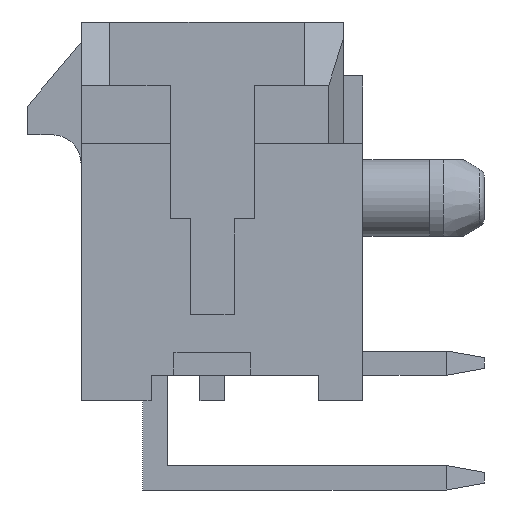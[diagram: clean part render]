
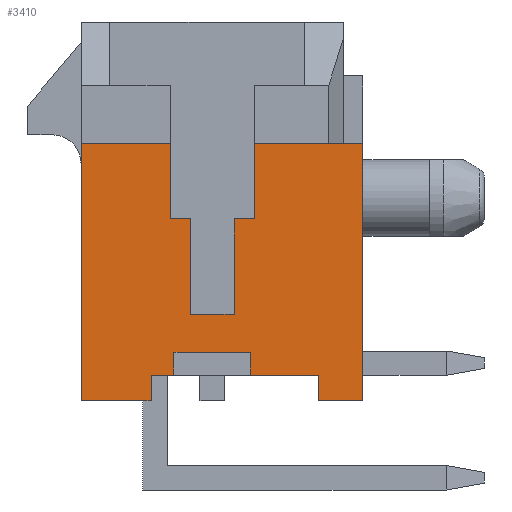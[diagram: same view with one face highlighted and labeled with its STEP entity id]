
A CAD part, left-side view. The second image highlights one B-rep face of the part: STEP entity #3410.
In plain terms, the highlighted planar face has unit normal (-1, 0, 0).
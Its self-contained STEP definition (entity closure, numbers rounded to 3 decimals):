
#231=FACE_OUTER_BOUND('',#417,.T.);
#417=EDGE_LOOP('',(#2980,#2981,#2982,#2983,#2984,#2985,#2986,#2987,#2988,
#2989,#2990,#2991,#2992,#2993,#2994,#2995,#2996,#2997,#2998,#2999));
#523=LINE('',#4696,#975);
#527=LINE('',#4705,#979);
#530=LINE('',#4712,#982);
#676=LINE('',#5061,#1128);
#678=LINE('',#5067,#1130);
#684=LINE('',#5076,#1136);
#713=LINE('',#5139,#1165);
#717=LINE('',#5147,#1169);
#778=LINE('',#5266,#1230);
#785=LINE('',#5281,#1237);
#790=LINE('',#5290,#1242);
#794=LINE('',#5299,#1246);
#797=LINE('',#5305,#1249);
#799=LINE('',#5310,#1251);
#802=LINE('',#5315,#1254);
#803=LINE('',#5316,#1255);
#819=LINE('',#5348,#1271);
#857=LINE('',#5424,#1309);
#867=LINE('',#5443,#1319);
#868=LINE('',#5445,#1320);
#975=VECTOR('',#3819,0.525);
#979=VECTOR('',#3825,0.525);
#982=VECTOR('',#3830,1.98);
#1128=VECTOR('',#4130,2.33);
#1130=VECTOR('',#4134,2.84);
#1136=VECTOR('',#4142,1.98);
#1165=VECTOR('',#4187,10.);
#1169=VECTOR('',#4193,1.16);
#1230=VECTOR('',#4304,6.74);
#1237=VECTOR('',#4319,1.83);
#1242=VECTOR('',#4326,0.67);
#1246=VECTOR('',#4332,0.6);
#1249=VECTOR('',#4337,2.);
#1251=VECTOR('',#4341,0.6);
#1254=VECTOR('',#4348,1.78);
#1255=VECTOR('',#4349,0.6);
#1271=VECTOR('',#4383,2.5);
#1309=VECTOR('',#4447,1.15);
#1319=VECTOR('',#4467,2.5);
#1320=VECTOR('',#4470,6.74);
#1388=VERTEX_POINT('',#4689);
#1391=VERTEX_POINT('',#4694);
#1392=VERTEX_POINT('',#4698);
#1395=VERTEX_POINT('',#4703);
#1398=VERTEX_POINT('',#4710);
#1512=VERTEX_POINT('',#5059);
#1513=VERTEX_POINT('',#5063);
#1515=VERTEX_POINT('',#5066);
#1542=VERTEX_POINT('',#5135);
#1543=VERTEX_POINT('',#5137);
#1546=VERTEX_POINT('',#5145);
#1582=VERTEX_POINT('',#5278);
#1583=VERTEX_POINT('',#5280);
#1586=VERTEX_POINT('',#5288);
#1587=VERTEX_POINT('',#5292);
#1590=VERTEX_POINT('',#5297);
#1592=VERTEX_POINT('',#5303);
#1594=VERTEX_POINT('',#5308);
#1601=VERTEX_POINT('',#5347);
#1626=VERTEX_POINT('',#5423);
#1732=EDGE_CURVE('',#1388,#1391,#523,.T.);
#1736=EDGE_CURVE('',#1392,#1395,#527,.T.);
#1739=EDGE_CURVE('',#1398,#1395,#530,.T.);
#1909=EDGE_CURVE('',#1512,#1398,#676,.T.);
#1911=EDGE_CURVE('',#1513,#1515,#678,.T.);
#1917=EDGE_CURVE('',#1513,#1388,#684,.T.);
#1946=EDGE_CURVE('',#1543,#1542,#713,.T.);
#1950=EDGE_CURVE('',#1543,#1546,#717,.T.);
#2011=EDGE_CURVE('',#1546,#1515,#778,.T.);
#2018=EDGE_CURVE('',#1583,#1582,#785,.T.);
#2023=EDGE_CURVE('',#1582,#1586,#790,.T.);
#2027=EDGE_CURVE('',#1587,#1590,#794,.T.);
#2030=EDGE_CURVE('',#1590,#1592,#797,.T.);
#2032=EDGE_CURVE('',#1592,#1594,#799,.T.);
#2035=EDGE_CURVE('',#1542,#1594,#802,.T.);
#2036=EDGE_CURVE('',#1587,#1586,#803,.T.);
#2052=EDGE_CURVE('',#1601,#1392,#819,.T.);
#2090=EDGE_CURVE('',#1626,#1601,#857,.T.);
#2100=EDGE_CURVE('',#1391,#1626,#867,.T.);
#2101=EDGE_CURVE('',#1583,#1512,#868,.T.);
#2980=ORIENTED_EDGE('',*,*,#2101,.F.);
#2981=ORIENTED_EDGE('',*,*,#2018,.T.);
#2982=ORIENTED_EDGE('',*,*,#2023,.T.);
#2983=ORIENTED_EDGE('',*,*,#2036,.F.);
#2984=ORIENTED_EDGE('',*,*,#2027,.T.);
#2985=ORIENTED_EDGE('',*,*,#2030,.T.);
#2986=ORIENTED_EDGE('',*,*,#2032,.T.);
#2987=ORIENTED_EDGE('',*,*,#2035,.F.);
#2988=ORIENTED_EDGE('',*,*,#1946,.F.);
#2989=ORIENTED_EDGE('',*,*,#1950,.T.);
#2990=ORIENTED_EDGE('',*,*,#2011,.T.);
#2991=ORIENTED_EDGE('',*,*,#1911,.F.);
#2992=ORIENTED_EDGE('',*,*,#1917,.T.);
#2993=ORIENTED_EDGE('',*,*,#1732,.T.);
#2994=ORIENTED_EDGE('',*,*,#2100,.T.);
#2995=ORIENTED_EDGE('',*,*,#2090,.T.);
#2996=ORIENTED_EDGE('',*,*,#2052,.T.);
#2997=ORIENTED_EDGE('',*,*,#1736,.T.);
#2998=ORIENTED_EDGE('',*,*,#1739,.F.);
#2999=ORIENTED_EDGE('',*,*,#1909,.F.);
#3228=PLANE('',#3628);
#3410=ADVANCED_FACE('',(#231),#3228,.T.);
#3628=AXIS2_PLACEMENT_3D('',#5444,#4468,#4469);
#3819=DIRECTION('',(0.,1.,0.));
#3825=DIRECTION('',(0.,1.,0.));
#3830=DIRECTION('',(0.,0.,-1.));
#4130=DIRECTION('',(0.,-1.,0.));
#4134=DIRECTION('',(0.,-1.,0.));
#4142=DIRECTION('',(0.,0.,-1.));
#4187=DIRECTION('',(0.,0.,1.));
#4193=DIRECTION('',(0.,-1.,0.));
#4304=DIRECTION('',(0.,0.,1.));
#4319=DIRECTION('',(0.,-1.,0.));
#4326=DIRECTION('',(0.,0.,1.));
#4332=DIRECTION('',(0.,0.,1.));
#4337=DIRECTION('',(0.,-1.,0.));
#4341=DIRECTION('',(0.,0.,-1.));
#4348=DIRECTION('',(0.,1.,0.));
#4349=DIRECTION('',(0.,1.,0.));
#4383=DIRECTION('',(0.,0.,1.));
#4447=DIRECTION('',(0.,1.,0.));
#4467=DIRECTION('',(0.,0.,-1.));
#4468=DIRECTION('center_axis',(-1.,0.,0.));
#4469=DIRECTION('ref_axis',(0.,0.,1.));
#4470=DIRECTION('',(0.,0.,1.));
#4689=CARTESIAN_POINT('',(-3.575,-1.1,-0.195));
#4694=CARTESIAN_POINT('',(-3.575,-0.575,-0.195));
#4696=CARTESIAN_POINT('',(-3.575,-1.1,-0.195));
#4698=CARTESIAN_POINT('',(-3.575,0.575,-0.195));
#4703=CARTESIAN_POINT('',(-3.575,1.1,-0.195));
#4705=CARTESIAN_POINT('',(-3.575,0.575,-0.195));
#4710=CARTESIAN_POINT('',(-3.575,1.1,1.785));
#4712=CARTESIAN_POINT('',(-3.575,1.1,1.785));
#5059=CARTESIAN_POINT('',(-3.575,3.43,1.785));
#5061=CARTESIAN_POINT('',(-3.575,3.43,1.785));
#5063=CARTESIAN_POINT('',(-3.575,-1.1,1.785));
#5066=CARTESIAN_POINT('',(-3.575,-3.94,1.785));
#5067=CARTESIAN_POINT('',(-3.575,-1.1,1.785));
#5076=CARTESIAN_POINT('',(-3.575,-1.1,1.785));
#5135=CARTESIAN_POINT('',(-3.575,-2.78,-4.285));
#5137=CARTESIAN_POINT('',(-3.575,-2.78,-4.955));
#5139=CARTESIAN_POINT('',(-3.575,-2.78,-4.71));
#5145=CARTESIAN_POINT('',(-3.575,-3.94,-4.955));
#5147=CARTESIAN_POINT('',(-3.575,-2.78,-4.955));
#5266=CARTESIAN_POINT('',(-3.575,-3.94,-4.955));
#5278=CARTESIAN_POINT('',(-3.575,1.6,-4.955));
#5280=CARTESIAN_POINT('',(-3.575,3.43,-4.955));
#5281=CARTESIAN_POINT('',(-3.575,3.43,-4.955));
#5288=CARTESIAN_POINT('',(-3.575,1.6,-4.285));
#5290=CARTESIAN_POINT('',(-3.575,1.6,-4.955));
#5292=CARTESIAN_POINT('',(-3.575,1.,-4.285));
#5297=CARTESIAN_POINT('',(-3.575,1.,-3.685));
#5299=CARTESIAN_POINT('',(-3.575,1.,-4.285));
#5303=CARTESIAN_POINT('',(-3.575,-1.,-3.685));
#5305=CARTESIAN_POINT('',(-3.575,1.,-3.685));
#5308=CARTESIAN_POINT('',(-3.575,-1.,-4.285));
#5310=CARTESIAN_POINT('',(-3.575,-1.,-3.685));
#5315=CARTESIAN_POINT('',(-3.575,-2.78,-4.285));
#5316=CARTESIAN_POINT('',(-3.575,1.,-4.285));
#5347=CARTESIAN_POINT('',(-3.575,0.575,-2.695));
#5348=CARTESIAN_POINT('',(-3.575,0.575,-2.695));
#5423=CARTESIAN_POINT('',(-3.575,-0.575,-2.695));
#5424=CARTESIAN_POINT('',(-3.575,-0.575,-2.695));
#5443=CARTESIAN_POINT('',(-3.575,-0.575,-0.195));
#5444=CARTESIAN_POINT('Origin',(-3.575,3.43,-4.955));
#5445=CARTESIAN_POINT('',(-3.575,3.43,-4.955));
